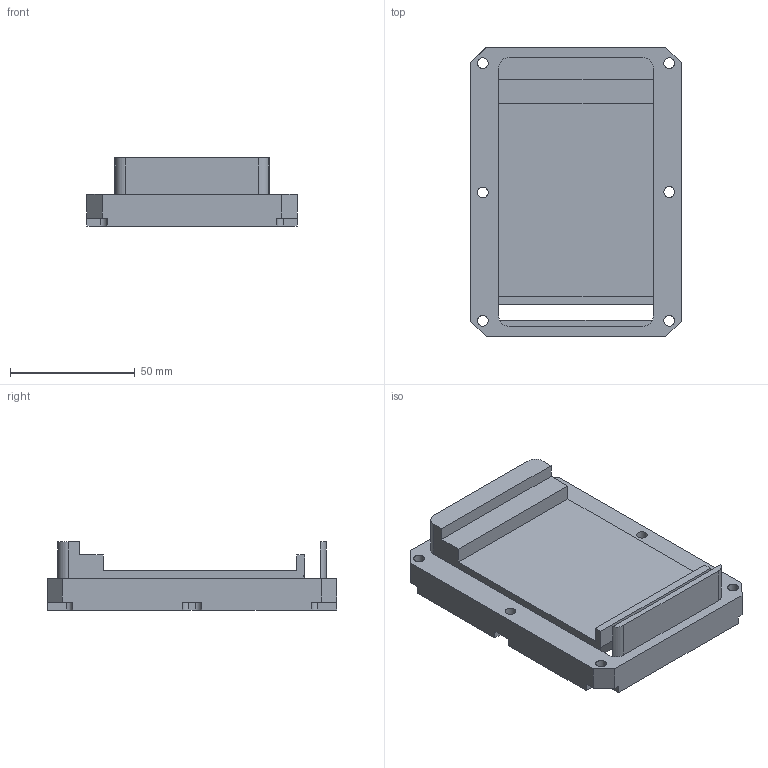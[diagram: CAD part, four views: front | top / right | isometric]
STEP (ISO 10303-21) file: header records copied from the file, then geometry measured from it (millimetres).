
FILE_DESCRIPTION(/* description */ (''),/* implementation_level */ '2;1');
FILE_NAME(/* name */ '1006315G-Modified.step',/* time_stamp */ '2022-06-30T09:24:56-06:00',/* author */ (''),/* organization */ (''),/* preprocessor_version */ 'ST-DEVELOPER v19',/* originating_system */ 'Autodesk Translation Framework v11.7.0.108',/* authorisation */ '');
FILE_SCHEMA (('AUTOMOTIVE_DESIGN { 1 0 10303 214 3 1 1 }'));
Length unit declared in the file: inch
Products named in the file (1): (Unsaved)
Bounding box: 84.2 x 116.05 x 27.33 mm (x, y, z)
Volume: 143522.3 mm3; surface area: 31025.1 mm2
Topology: 1 solids, 1 shells, 71 faces, 204 edges, 135 vertices
Faces by surface type: plane 51, cylinder 20
Full cylindrical faces by diameter (mm): 4.318 x6
Entity records: 2377 total; most frequent: CARTESIAN_POINT 411, ORIENTED_EDGE 408, DIRECTION 388, EDGE_CURVE 204, LINE 164, VECTOR 164, VERTEX_POINT 135, AXIS2_PLACEMENT_3D 112
